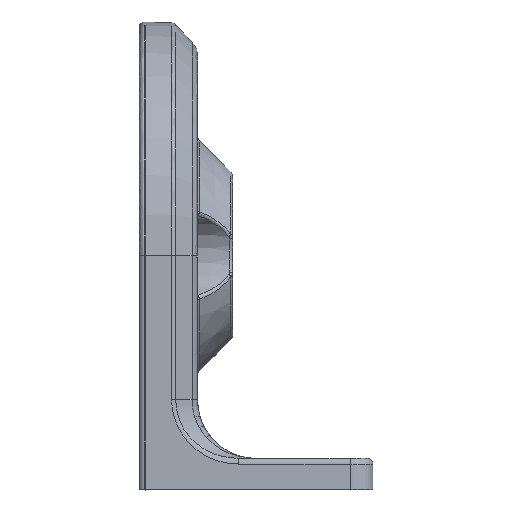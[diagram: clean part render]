
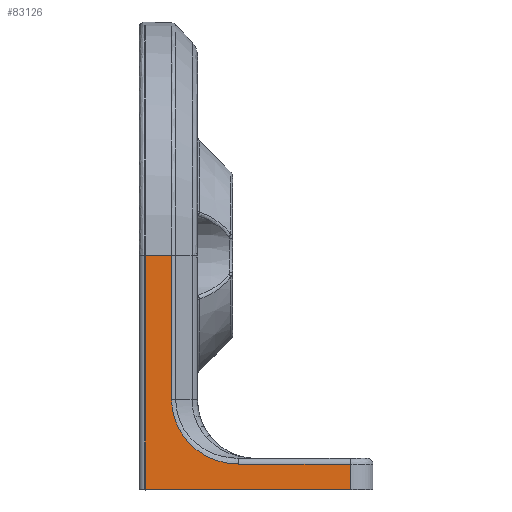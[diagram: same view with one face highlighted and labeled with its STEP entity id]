
A CAD part, top view. The second image highlights one B-rep face of the part: STEP entity #83126.
In plain terms, the highlighted planar face has unit normal (0.035, 0, 0.999).
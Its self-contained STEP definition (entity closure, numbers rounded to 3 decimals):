
#330 = CARTESIAN_POINT ( 'NONE',  ( -29.586, 6.291, 39.636 ) ) ;
#641 = CARTESIAN_POINT ( 'NONE',  ( -23., 4.3, 39.406 ) ) ;
#696 = EDGE_CURVE ( 'NONE', #17215, #30433, #87269, .T. ) ;
#7450 = CARTESIAN_POINT ( 'NONE',  ( -30.742, 7.186, 39.677 ) ) ;
#7752 = CARTESIAN_POINT ( 'NONE',  ( -29.114, 5.994, 39.62 ) ) ;
#9114 = EDGE_CURVE ( 'NONE', #30433, #74204, #69709, .T. ) ;
#12609 = VECTOR ( 'NONE', #58578, 1000. ) ;
#13689 = CARTESIAN_POINT ( 'NONE',  ( -32.953, 9.873, 39.754 ) ) ;
#14623 = CARTESIAN_POINT ( 'NONE',  ( -32.234, 8.802, 39.729 ) ) ;
#16470 = CARTESIAN_POINT ( 'NONE',  ( -34.113, 12.752, 39.794 ) ) ;
#17215 = VERTEX_POINT ( 'NONE', #58083 ) ;
#19471 = AXIS2_PLACEMENT_3D ( 'NONE', #48103, #40915, #75220 ) ;
#19641 = DIRECTION ( 'NONE',  ( -0.999, 0., 0.035 ) ) ;
#21269 = ORIENTED_EDGE ( 'NONE', *, *, #696, .T. ) ;
#21766 = CARTESIAN_POINT ( 'NONE',  ( -33.209, 10.356, 39.763 ) ) ;
#22063 = CARTESIAN_POINT ( 'NONE',  ( -29.888, 6.502, 39.647 ) ) ;
#26903 = CARTESIAN_POINT ( 'NONE',  ( -40., 4.3, 40. ) ) ;
#27204 = ORIENTED_EDGE ( 'NONE', *, *, #30784, .T. ) ;
#27293 = DIRECTION ( 'NONE',  ( 0., 1., 0. ) ) ;
#28865 = EDGE_CURVE ( 'NONE', #88753, #64750, #73054, .T. ) ;
#28920 = CARTESIAN_POINT ( 'NONE',  ( -33.371, 10.683, 39.769 ) ) ;
#29237 = CARTESIAN_POINT ( 'NONE',  ( -24.467, 4.389, 39.458 ) ) ;
#29590 = FACE_OUTER_BOUND ( 'NONE', #76080, .T. ) ;
#29981 = LINE ( 'NONE', #33608, #50008 ) ;
#30433 = VERTEX_POINT ( 'NONE', #36783 ) ;
#30784 = EDGE_CURVE ( 'NONE', #64750, #17215, #48522, .T. ) ;
#32047 = ORIENTED_EDGE ( 'NONE', *, *, #48200, .F. ) ;
#32445 = VECTOR ( 'NONE', #27293, 1000. ) ;
#32470 = ORIENTED_EDGE ( 'NONE', *, *, #65508, .T. ) ;
#33608 = CARTESIAN_POINT ( 'NONE',  ( -38.965, 0., 39.964 ) ) ;
#35756 = CARTESIAN_POINT ( 'NONE',  ( -27.653, 5.237, 39.569 ) ) ;
#36783 = CARTESIAN_POINT ( 'NONE',  ( -34.414, 40., 39.805 ) ) ;
#38119 = CARTESIAN_POINT ( 'NONE',  ( -3.86, 4.3, 38.738 ) ) ;
#40915 = DIRECTION ( 'NONE',  ( 0.035, 0., 0.999 ) ) ;
#43544 = CARTESIAN_POINT ( 'NONE',  ( -33.797, 11.694, 39.783 ) ) ;
#45705 = CARTESIAN_POINT ( 'NONE',  ( -38.965, 0., 39.964 ) ) ;
#47909 = ORIENTED_EDGE ( 'NONE', *, *, #9114, .T. ) ;
#48103 = CARTESIAN_POINT ( 'NONE',  ( -40., 0., 40. ) ) ;
#48200 = EDGE_CURVE ( 'NONE', #77481, #74204, #80583, .T. ) ;
#48522 = B_SPLINE_CURVE_WITH_KNOTS ( 'NONE', 3,
 ( #641, #85345, #64107, #29237, #78430, #57599, #85028, #71261, #35756, #64737, #85965, #50415, #7752, #330, #22063, #50098, #7450, #91902, #57290, #71898, #14623, #64413, #13689, #21766, #28920, #78735, #86573, #43544, #59117, #16470, #80288, #87197, #57898 ),
 .UNSPECIFIED., .F., .F.,
 ( 4, 1, 2, 2, 2, 1, 2, 2, 2, 2, 2, 2, 1, 2, 2, 2, 2, 4 ),
 ( 0., 0.062, 0.094, 0.125, 0.25, 0.313, 0.344, 0.375, 0.438, 0.5, 0.563, 0.625, 0.688, 0.719, 0.75, 0.813, 0.875, 1. ),
 .UNSPECIFIED. ) ;
#50008 = VECTOR ( 'NONE', #54791, 1000. ) ;
#50098 = CARTESIAN_POINT ( 'NONE',  ( -30.467, 6.95, 39.667 ) ) ;
#50415 = CARTESIAN_POINT ( 'NONE',  ( -28.957, 5.9, 39.614 ) ) ;
#51086 = CARTESIAN_POINT ( 'NONE',  ( -34.414, 0., 39.805 ) ) ;
#54118 = VECTOR ( 'NONE', #76725, 1000. ) ;
#54791 = DIRECTION ( 'NONE',  ( 0.999, 0., -0.035 ) ) ;
#55978 = CARTESIAN_POINT ( 'NONE',  ( -3.86, 0., 38.738 ) ) ;
#56326 = VECTOR ( 'NONE', #19641, 1000. ) ;
#57290 = CARTESIAN_POINT ( 'NONE',  ( -31.527, 7.954, 39.704 ) ) ;
#57599 = CARTESIAN_POINT ( 'NONE',  ( -25.011, 4.468, 39.477 ) ) ;
#57898 = CARTESIAN_POINT ( 'NONE',  ( -34.414, 15.3, 39.805 ) ) ;
#58083 = CARTESIAN_POINT ( 'NONE',  ( -34.414, 15.3, 39.805 ) ) ;
#58578 = DIRECTION ( 'NONE',  ( 0., 1., 0. ) ) ;
#58806 = CARTESIAN_POINT ( 'NONE',  ( -23., 4.3, 39.406 ) ) ;
#58960 = DIRECTION ( 'NONE',  ( 0., 1., 0. ) ) ;
#59117 = CARTESIAN_POINT ( 'NONE',  ( -34.019, 12.394, 39.791 ) ) ;
#59404 = VECTOR ( 'NONE', #58960, 1000. ) ;
#64107 = CARTESIAN_POINT ( 'NONE',  ( -23.92, 4.325, 39.438 ) ) ;
#64413 = CARTESIAN_POINT ( 'NONE',  ( -32.659, 9.407, 39.744 ) ) ;
#64737 = CARTESIAN_POINT ( 'NONE',  ( -28.154, 5.46, 39.586 ) ) ;
#64750 = VERTEX_POINT ( 'NONE', #58806 ) ;
#65508 = EDGE_CURVE ( 'NONE', #77481, #74217, #29981, .T. ) ;
#65865 = CARTESIAN_POINT ( 'NONE',  ( -38.965, 40., 39.964 ) ) ;
#65990 = ORIENTED_EDGE ( 'NONE', *, *, #87572, .T. ) ;
#69286 = PLANE ( 'NONE',  #19471 ) ;
#69709 = LINE ( 'NONE', #91276, #56326 ) ;
#70354 = LINE ( 'NONE', #55978, #32445 ) ;
#70935 = ORIENTED_EDGE ( 'NONE', *, *, #28865, .T. ) ;
#71261 = CARTESIAN_POINT ( 'NONE',  ( -26.631, 4.839, 39.533 ) ) ;
#71898 = CARTESIAN_POINT ( 'NONE',  ( -32.007, 8.51, 39.721 ) ) ;
#73054 = LINE ( 'NONE', #26903, #54118 ) ;
#73917 = CARTESIAN_POINT ( 'NONE',  ( -3.86, 0., 38.738 ) ) ;
#74204 = VERTEX_POINT ( 'NONE', #65865 ) ;
#74217 = VERTEX_POINT ( 'NONE', #73917 ) ;
#75220 = DIRECTION ( 'NONE',  ( 0.999, 0., -0.035 ) ) ;
#76080 = EDGE_LOOP ( 'NONE', ( #27204, #21269, #47909, #32047, #32470, #65990, #70935 ) ) ;
#76725 = DIRECTION ( 'NONE',  ( -0.999, 0., 0.035 ) ) ;
#77481 = VERTEX_POINT ( 'NONE', #45705 ) ;
#78430 = CARTESIAN_POINT ( 'NONE',  ( -24.831, 4.439, 39.47 ) ) ;
#78735 = CARTESIAN_POINT ( 'NONE',  ( -33.448, 10.847, 39.771 ) ) ;
#80288 = CARTESIAN_POINT ( 'NONE',  ( -34.339, 13.84, 39.802 ) ) ;
#80583 = LINE ( 'NONE', #87036, #59404 ) ;
#83126 = ADVANCED_FACE ( 'NONE', ( #29590 ), #69286, .T. ) ;
#85028 = CARTESIAN_POINT ( 'NONE',  ( -25.924, 4.638, 39.508 ) ) ;
#85345 = CARTESIAN_POINT ( 'NONE',  ( -23.369, 4.3, 39.419 ) ) ;
#85965 = CARTESIAN_POINT ( 'NONE',  ( -28.638, 5.719, 39.603 ) ) ;
#86573 = CARTESIAN_POINT ( 'NONE',  ( -33.668, 11.351, 39.779 ) ) ;
#87036 = CARTESIAN_POINT ( 'NONE',  ( -38.965, 0., 39.964 ) ) ;
#87197 = CARTESIAN_POINT ( 'NONE',  ( -34.414, 14.569, 39.805 ) ) ;
#87269 = LINE ( 'NONE', #51086, #12609 ) ;
#87572 = EDGE_CURVE ( 'NONE', #74217, #88753, #70354, .T. ) ;
#88753 = VERTEX_POINT ( 'NONE', #38119 ) ;
#91276 = CARTESIAN_POINT ( 'NONE',  ( -40., 40., 40. ) ) ;
#91902 = CARTESIAN_POINT ( 'NONE',  ( -31.274, 7.689, 39.695 ) ) ;
